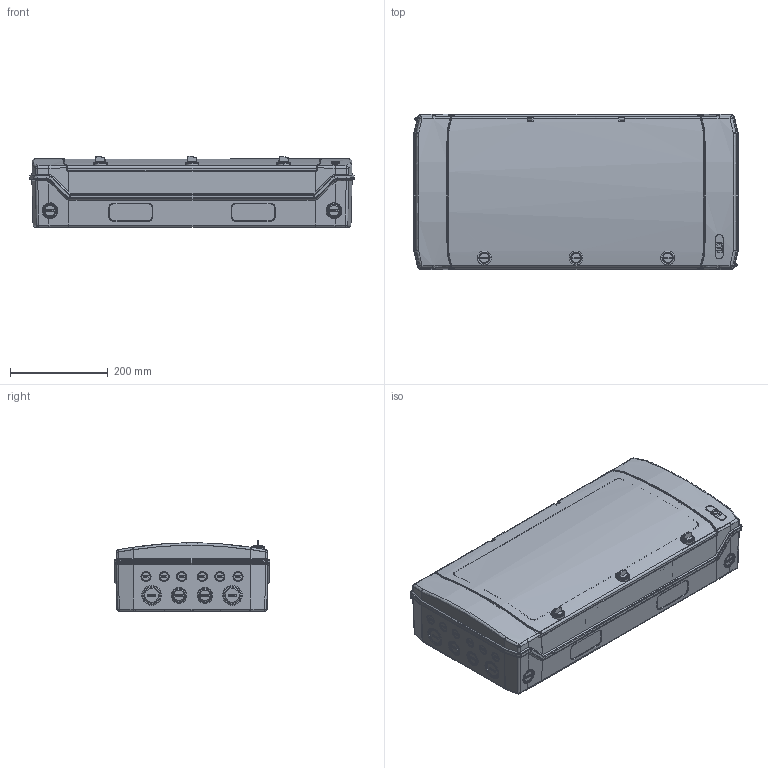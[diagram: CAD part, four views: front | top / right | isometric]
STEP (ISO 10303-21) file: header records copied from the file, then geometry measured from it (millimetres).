
FILE_DESCRIPTION(/* description */ ('Unknown'),/* implementation_level */ '2;1');
FILE_NAME(/* name */ 'ECH_48PT',/* time_stamp */ '2020-06-08T13:21:21+02:00',/* author */ ('Unknown'),/* organization */ ('Unknown'),/* preprocessor_version */ 'ST-DEVELOPER v16.7',/* originating_system */ 'DEX',/* authorisation */ $);
FILE_SCHEMA (('AUTOMOTIVE_DESIGN {1 0 10303 214 3 1 1}'));
Products named in the file (9): ECH_48PT; Lock part B; Door_ECH_48PT; Front_ECH_48PT; Bottom_ECH_48PT; TH Rail; TH bracket; ETI LOGO
Assembly tree (14 placements, depth 3):
  ECH_48PT
    Lock part B  x3
    Door_ECH_48PT
    Front_ECH_48PT
    Bottom_ECH_48PT
    TH Rail  x4
      TH bracket
      TH Rail
    ETI LOGO
Bounding box: 663.5 x 318.55 x 146.89 mm (x, y, z)
Volume: 2310936.7 mm3; surface area: 2152303.8 mm2
Topology: 21 solids, 21 shells, 6269 faces, 16891 edges, 10940 vertices
Faces by surface type: plane 3488, bspline 1314, cylinder 839, cone 579, torus 41, sphere 8
Full cylindrical faces by diameter (mm): 11.5 x3, 15 x6, 20 x3
Entity records: 212358 total; most frequent: CARTESIAN_POINT 96941, ORIENTED_EDGE 27646, DIRECTION 19661, EDGE_CURVE 13823, VERTEX_POINT 8939, LINE 8513, VECTOR 8513, AXIS2_PLACEMENT_3D 5574
